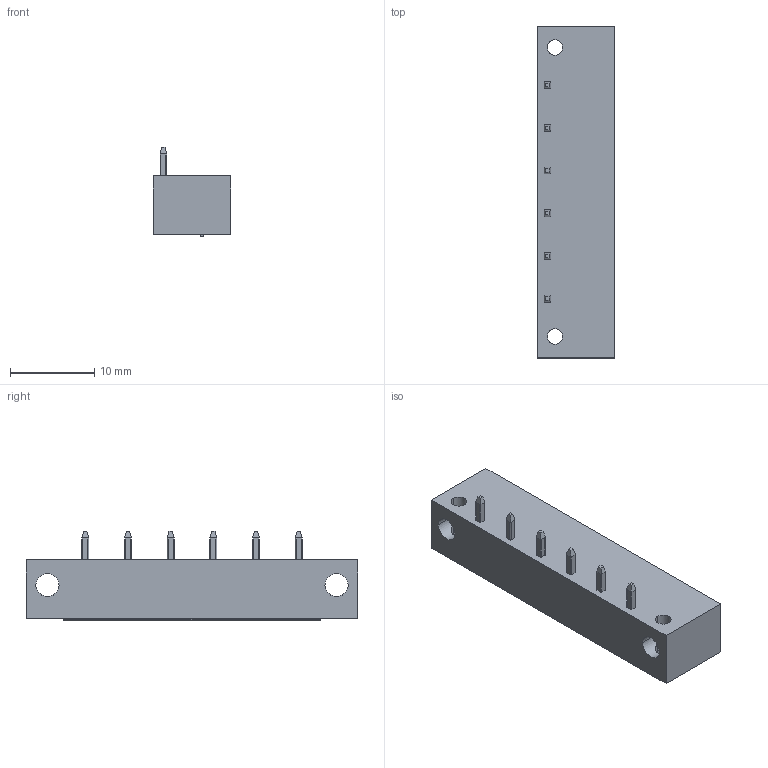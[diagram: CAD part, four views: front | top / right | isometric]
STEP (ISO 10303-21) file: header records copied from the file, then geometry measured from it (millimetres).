
FILE_DESCRIPTION((''),'2;1');
FILE_NAME('TLPHW-313R-XXP','2024-10-30T13:11:44',('sheji'),(''),'CREO PARAMETRIC BY PTC INC, 2018100','CREO PARAMETRIC BY PTC INC, 2018100','');
FILE_SCHEMA(('CONFIG_CONTROL_DESIGN'));
Length unit declared in the file: millimetre
Products named in the file (1): TLPHW-313R-XXP
Bounding box: 9.2 x 39.5 x 10.65 mm (x, y, z)
Volume: 1772.3 mm3; surface area: 2656.6 mm2
Topology: 1 solids, 1 shells, 372 faces, 967 edges, 622 vertices
Faces by surface type: plane 283, cylinder 67, cone 22
Entity records: 11535 total; most frequent: CARTESIAN_POINT 2507, ORIENTED_EDGE 1934, DIRECTION 1707, EDGE_CURVE 967, VECTOR 739, LINE 739, VERTEX_POINT 622, AXIS2_PLACEMENT_3D 484
